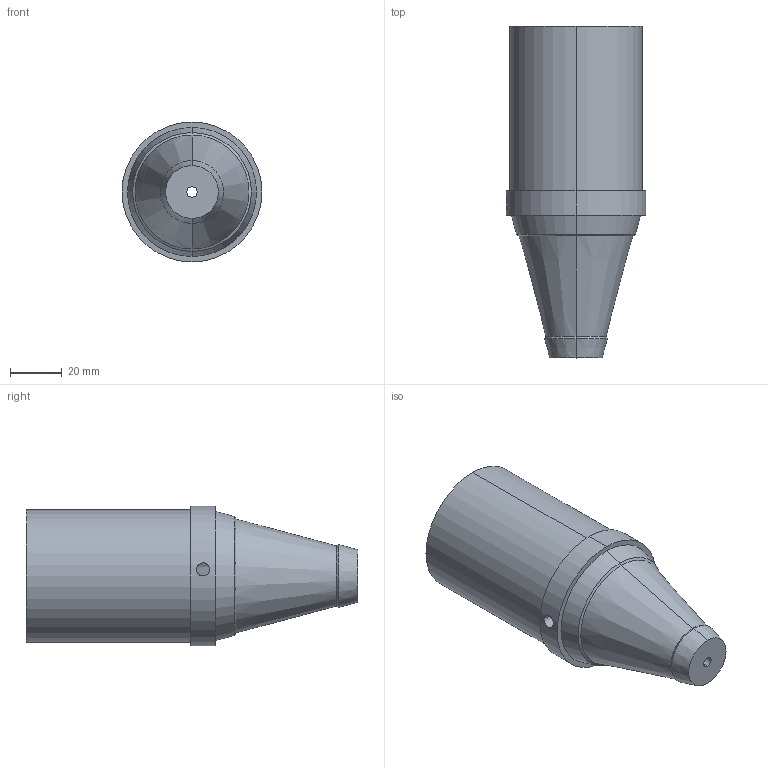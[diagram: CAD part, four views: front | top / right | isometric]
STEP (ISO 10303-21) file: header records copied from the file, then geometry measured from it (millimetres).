
FILE_DESCRIPTION(('CATIA V5 STEP Exchange'),'2;1');
FILE_NAME('Interstage coupler.stp','2025-04-05T19:27:47+00:00',('none'),('none'),'CATIA Version 5-6 Release 2019 SP6','CATIA V5 STEP AP203 v1','none');
FILE_SCHEMA(('CONFIG_CONTROL_DESIGN'));
Length unit declared in the file: millimetre
Products named in the file (1): Copy (1) of Interstage coupler
Bounding box: 53.98 x 128.01 x 53.98 mm (x, y, z)
Volume: 66178.7 mm3; surface area: 33451.4 mm2
Topology: 1 solids, 1 shells, 30 faces, 62 edges, 36 vertices
Faces by surface type: cone 14, cylinder 12, plane 4
Entity records: 774 total; most frequent: CARTESIAN_POINT 164, ORIENTED_EDGE 124, DIRECTION 88, EDGE_CURVE 62, AXIS2_PLACEMENT_3D 48, EDGE_LOOP 36, VERTEX_POINT 36, CIRCLE 32
